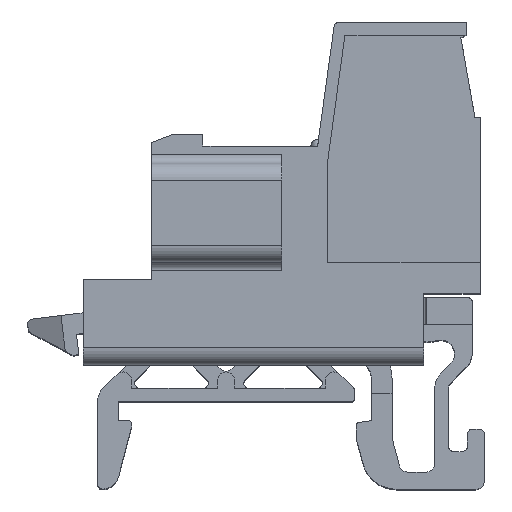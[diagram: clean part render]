
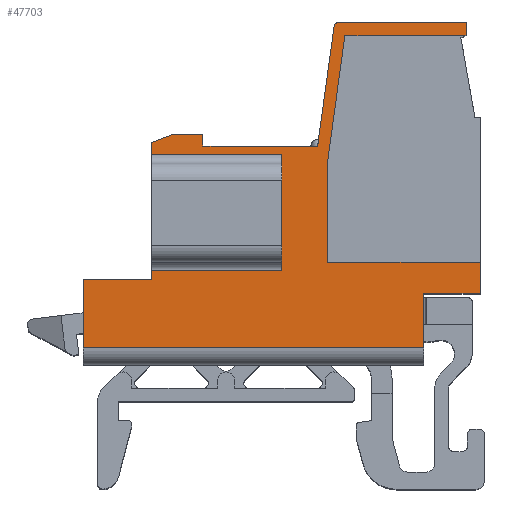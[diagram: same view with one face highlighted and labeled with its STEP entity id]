
A CAD part, top view. The second image highlights one B-rep face of the part: STEP entity #47703.
In plain terms, the highlighted planar face has unit normal (0, 0, 1).
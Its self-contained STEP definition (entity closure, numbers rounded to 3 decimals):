
#137=DIRECTION('',(0.,-1.,0.));
#138=VECTOR('',#137,3.2);
#139=CARTESIAN_POINT('',(15.9,-0.8,3.24));
#140=LINE('',#139,#138);
#3476=DIRECTION('',(0.,-1.,0.));
#3477=VECTOR('',#3476,0.5);
#3478=CARTESIAN_POINT('',(0.,0.5,3.24));
#3479=LINE('',#3478,#3477);
#3496=DIRECTION('',(0.,-1.,0.));
#3497=VECTOR('',#3496,0.7);
#3498=CARTESIAN_POINT('',(0.,8.,3.24));
#3499=LINE('',#3498,#3497);
#11540=DIRECTION('',(-1.,0.,0.));
#11541=VECTOR('',#11540,7.6);
#11542=CARTESIAN_POINT('',(7.6,7.3,3.24));
#11543=LINE('',#11542,#11541);
#11544=DIRECTION('',(-0.933,-0.359,0.));
#11545=VECTOR('',#11544,1.393);
#11546=CARTESIAN_POINT('',(1.3,8.5,3.24));
#11547=LINE('',#11546,#11545);
#11548=DIRECTION('',(-1.,0.,0.));
#11549=VECTOR('',#11548,1.7);
#11550=CARTESIAN_POINT('',(3.,8.5,3.24));
#11551=LINE('',#11550,#11549);
#11552=DIRECTION('',(0.,1.,0.));
#11553=VECTOR('',#11552,0.7);
#11554=CARTESIAN_POINT('',(3.,7.8,3.24));
#11555=LINE('',#11554,#11553);
#11556=DIRECTION('',(-1.,0.,0.));
#11557=VECTOR('',#11556,6.7);
#11558=CARTESIAN_POINT('',(9.7,7.8,3.24));
#11559=LINE('',#11558,#11557);
#11560=DIRECTION('',(-0.137,-0.991,0.));
#11561=VECTOR('',#11560,7.057);
#11562=CARTESIAN_POINT('',(10.664,14.791,3.24));
#11563=LINE('',#11562,#11561);
#11564=CARTESIAN_POINT('',(10.961,14.75,3.24));
#11565=DIRECTION('',(0.,0.,1.));
#11566=DIRECTION('',(0.,1.,0.));
#11567=AXIS2_PLACEMENT_3D('',#11564,#11565,#11566);
#11569=DIRECTION('',(-1.,0.,0.));
#11570=VECTOR('',#11569,7.439);
#11571=CARTESIAN_POINT('',(18.4,15.05,3.24));
#11572=LINE('',#11571,#11570);
#11573=DIRECTION('',(0.,1.,0.));
#11574=VECTOR('',#11573,0.75);
#11575=CARTESIAN_POINT('',(18.4,14.3,3.24));
#11576=LINE('',#11575,#11574);
#11577=DIRECTION('',(0.894,0.447,0.));
#11578=VECTOR('',#11577,0.112);
#11579=CARTESIAN_POINT('',(18.3,14.25,3.24));
#11580=LINE('',#11579,#11578);
#11581=DIRECTION('',(-1.,0.,0.));
#11582=VECTOR('',#11581,7.004);
#11583=CARTESIAN_POINT('',(18.3,14.25,3.24));
#11584=LINE('',#11583,#11582);
#11585=DIRECTION('',(-0.137,-0.991,0.));
#11586=VECTOR('',#11585,7.291);
#11587=CARTESIAN_POINT('',(11.296,14.25,3.24));
#11588=LINE('',#11587,#11586);
#11589=DIRECTION('',(0.,-1.,0.));
#11590=VECTOR('',#11589,6.027);
#11591=CARTESIAN_POINT('',(10.3,7.027,3.24));
#11592=LINE('',#11591,#11590);
#11593=DIRECTION('',(-1.,0.,0.));
#11594=VECTOR('',#11593,8.9);
#11595=CARTESIAN_POINT('',(19.2,1.,3.24));
#11596=LINE('',#11595,#11594);
#11597=DIRECTION('',(-1.,0.,0.));
#11598=VECTOR('',#11597,19.9);
#11599=CARTESIAN_POINT('',(15.9,-4.,3.24));
#11600=LINE('',#11599,#11598);
#11601=DIRECTION('',(-1.,0.,0.));
#11602=VECTOR('',#11601,4.);
#11603=CARTESIAN_POINT('',(0.,0.,3.24));
#11604=LINE('',#11603,#11602);
#11605=DIRECTION('',(1.,0.,0.));
#11606=VECTOR('',#11605,7.6);
#11607=CARTESIAN_POINT('',(0.,0.5,3.24));
#11608=LINE('',#11607,#11606);
#11629=DIRECTION('',(0.,-1.,0.));
#11630=VECTOR('',#11629,6.8);
#11631=CARTESIAN_POINT('',(7.6,7.3,3.24));
#11632=LINE('',#11631,#11630);
#21040=DIRECTION('',(-1.,0.,0.));
#21041=VECTOR('',#21040,3.3);
#21042=CARTESIAN_POINT('',(19.2,-0.8,3.24));
#21043=LINE('',#21042,#21041);
#21052=DIRECTION('',(0.,1.,0.));
#21053=VECTOR('',#21052,1.8);
#21054=CARTESIAN_POINT('',(19.2,-0.8,3.24));
#21055=LINE('',#21054,#21053);
#21174=DIRECTION('',(0.,-1.,0.));
#21175=VECTOR('',#21174,4.);
#21176=CARTESIAN_POINT('',(-4.,0.,3.24));
#21177=LINE('',#21176,#21175);
#26776=CARTESIAN_POINT('',(9.7,7.8,3.24));
#26777=CARTESIAN_POINT('',(3.,7.8,3.24));
#26778=VERTEX_POINT('',#26776);
#26779=VERTEX_POINT('',#26777);
#26780=CARTESIAN_POINT('',(3.,8.5,3.24));
#26781=VERTEX_POINT('',#26780);
#26782=CARTESIAN_POINT('',(1.3,8.5,3.24));
#26783=CARTESIAN_POINT('',(0.,8.,3.24));
#26784=VERTEX_POINT('',#26782);
#26785=VERTEX_POINT('',#26783);
#26798=CARTESIAN_POINT('',(10.3,7.027,3.24));
#26799=CARTESIAN_POINT('',(10.3,1.,3.24));
#26800=VERTEX_POINT('',#26798);
#26801=VERTEX_POINT('',#26799);
#26802=CARTESIAN_POINT('',(19.2,1.,3.24));
#26803=VERTEX_POINT('',#26802);
#26804=CARTESIAN_POINT('',(11.296,14.25,3.24));
#26805=VERTEX_POINT('',#26804);
#26816=CARTESIAN_POINT('',(18.3,14.25,3.24));
#26817=VERTEX_POINT('',#26816);
#26818=CARTESIAN_POINT('',(18.4,14.3,3.24));
#26819=VERTEX_POINT('',#26818);
#26822=CARTESIAN_POINT('',(18.4,15.05,3.24));
#26823=VERTEX_POINT('',#26822);
#26859=CARTESIAN_POINT('',(-4.,0.,3.24));
#26861=VERTEX_POINT('',#26859);
#26866=CARTESIAN_POINT('',(0.,0.,3.24));
#26867=VERTEX_POINT('',#26866);
#26869=CARTESIAN_POINT('',(-4.,-4.,3.24));
#26871=VERTEX_POINT('',#26869);
#26872=CARTESIAN_POINT('',(15.9,-4.,3.24));
#26873=VERTEX_POINT('',#26872);
#26885=CARTESIAN_POINT('',(19.2,-0.8,3.24));
#26887=VERTEX_POINT('',#26885);
#26889=CARTESIAN_POINT('',(15.9,-0.8,3.24));
#26891=VERTEX_POINT('',#26889);
#26954=CARTESIAN_POINT('',(10.961,15.05,3.24));
#26955=CARTESIAN_POINT('',(10.664,14.791,3.24));
#26956=VERTEX_POINT('',#26954);
#26957=VERTEX_POINT('',#26955);
#27024=CARTESIAN_POINT('',(7.6,7.3,3.24));
#27025=CARTESIAN_POINT('',(0.,7.3,3.24));
#27026=VERTEX_POINT('',#27024);
#27027=VERTEX_POINT('',#27025);
#27032=CARTESIAN_POINT('',(0.,0.5,3.24));
#27033=CARTESIAN_POINT('',(7.6,0.5,3.24));
#27034=VERTEX_POINT('',#27032);
#27035=VERTEX_POINT('',#27033);
#47659=CARTESIAN_POINT('',(0.,0.,3.24));
#47660=DIRECTION('',(0.,0.,1.));
#47661=DIRECTION('',(1.,0.,0.));
#47662=AXIS2_PLACEMENT_3D('',#47659,#47660,#47661);
#47663=PLANE('',#47662);
#47665=ORIENTED_EDGE('',*,*,#47664,.T.);
#47666=ORIENTED_EDGE('',*,*,#38183,.F.);
#47667=ORIENTED_EDGE('',*,*,#47653,.F.);
#47668=ORIENTED_EDGE('',*,*,#38016,.F.);
#47669=ORIENTED_EDGE('',*,*,#37989,.F.);
#47670=ORIENTED_EDGE('',*,*,#37974,.F.);
#47671=ORIENTED_EDGE('',*,*,#37911,.F.);
#47672=ORIENTED_EDGE('',*,*,#37878,.F.);
#47673=ORIENTED_EDGE('',*,*,#35108,.F.);
#47675=ORIENTED_EDGE('',*,*,#47674,.F.);
#47677=ORIENTED_EDGE('',*,*,#47676,.F.);
#47679=ORIENTED_EDGE('',*,*,#47678,.T.);
#47681=ORIENTED_EDGE('',*,*,#47680,.T.);
#47683=ORIENTED_EDGE('',*,*,#47682,.T.);
#47685=ORIENTED_EDGE('',*,*,#47684,.F.);
#47687=ORIENTED_EDGE('',*,*,#47686,.F.);
#47689=ORIENTED_EDGE('',*,*,#47688,.T.);
#47690=ORIENTED_EDGE('',*,*,#33152,.T.);
#47692=ORIENTED_EDGE('',*,*,#47691,.T.);
#47694=ORIENTED_EDGE('',*,*,#47693,.F.);
#47695=ORIENTED_EDGE('',*,*,#47005,.F.);
#47696=ORIENTED_EDGE('',*,*,#38167,.F.);
#47698=ORIENTED_EDGE('',*,*,#47697,.T.);
#47700=ORIENTED_EDGE('',*,*,#47699,.F.);
#47701=EDGE_LOOP('',(#47665,#47666,#47667,#47668,#47669,#47670,#47671,#47672,
#47673,#47675,#47677,#47679,#47681,#47683,#47685,#47687,#47689,#47690,#47692,
#47694,#47695,#47696,#47698,#47700));
#47702=FACE_OUTER_BOUND('',#47701,.F.);
#47703=ADVANCED_FACE('',(#47702),#47663,.T.);
#11568=CIRCLE('',#11567,0.3);
#33152=EDGE_CURVE('',#26891,#26873,#140,.T.);
#35108=EDGE_CURVE('',#26823,#26956,#11572,.T.);
#37878=EDGE_CURVE('',#26956,#26957,#11568,.T.);
#37911=EDGE_CURVE('',#26957,#26778,#11563,.T.);
#37974=EDGE_CURVE('',#26778,#26779,#11559,.T.);
#37989=EDGE_CURVE('',#26779,#26781,#11555,.T.);
#38016=EDGE_CURVE('',#26781,#26784,#11551,.T.);
#38167=EDGE_CURVE('',#27034,#26867,#3479,.T.);
#38183=EDGE_CURVE('',#26785,#27027,#3499,.T.);
#47005=EDGE_CURVE('',#26867,#26861,#11604,.T.);
#47653=EDGE_CURVE('',#26784,#26785,#11547,.T.);
#47664=EDGE_CURVE('',#27026,#27027,#11543,.T.);
#47674=EDGE_CURVE('',#26819,#26823,#11576,.T.);
#47676=EDGE_CURVE('',#26817,#26819,#11580,.T.);
#47678=EDGE_CURVE('',#26817,#26805,#11584,.T.);
#47680=EDGE_CURVE('',#26805,#26800,#11588,.T.);
#47682=EDGE_CURVE('',#26800,#26801,#11592,.T.);
#47684=EDGE_CURVE('',#26803,#26801,#11596,.T.);
#47686=EDGE_CURVE('',#26887,#26803,#21055,.T.);
#47688=EDGE_CURVE('',#26887,#26891,#21043,.T.);
#47691=EDGE_CURVE('',#26873,#26871,#11600,.T.);
#47693=EDGE_CURVE('',#26861,#26871,#21177,.T.);
#47697=EDGE_CURVE('',#27034,#27035,#11608,.T.);
#47699=EDGE_CURVE('',#27026,#27035,#11632,.T.);
